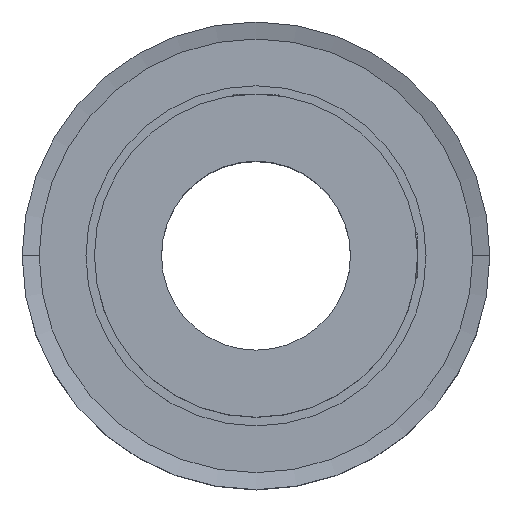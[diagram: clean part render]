
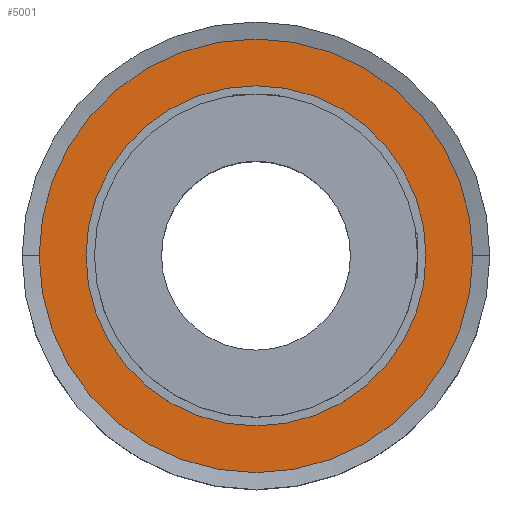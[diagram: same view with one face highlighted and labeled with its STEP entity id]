
A CAD part, top view. The second image highlights one B-rep face of the part: STEP entity #5001.
In plain terms, the highlighted planar face has unit normal (0, 0, 1).
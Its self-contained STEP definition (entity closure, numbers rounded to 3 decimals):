
#229 = DIRECTION ( 'NONE',  ( 0., 0., 1. ) ) ;
#270 = CIRCLE ( 'NONE', #4078, 20. ) ;
#717 = AXIS2_PLACEMENT_3D ( 'NONE', #4547, #229, #7035 ) ;
#948 = DIRECTION ( 'NONE',  ( 0., 0., 1. ) ) ;
#997 = CARTESIAN_POINT ( 'NONE',  ( 0., 0., 21.1 ) ) ;
#1091 = CARTESIAN_POINT ( 'NONE',  ( 25.5, 0., 21.1 ) ) ;
#1218 = CIRCLE ( 'NONE', #1484, 25.5 ) ;
#1221 = EDGE_CURVE ( 'NONE', #1905, #3618, #270, .T. ) ;
#1423 = CARTESIAN_POINT ( 'NONE',  ( 0., 0., 21.1 ) ) ;
#1484 = AXIS2_PLACEMENT_3D ( 'NONE', #3718, #3102, #6748 ) ;
#1837 = FACE_OUTER_BOUND ( 'NONE', #4367, .T. ) ;
#1905 = VERTEX_POINT ( 'NONE', #7160 ) ;
#1982 = ORIENTED_EDGE ( 'NONE', *, *, #4440, .F. ) ;
#2164 = DIRECTION ( 'NONE',  ( 0., 0., 1. ) ) ;
#2517 = EDGE_LOOP ( 'NONE', ( #2777, #1982 ) ) ;
#2757 = VERTEX_POINT ( 'NONE', #6518 ) ;
#2777 = ORIENTED_EDGE ( 'NONE', *, *, #1221, .F. ) ;
#2873 = AXIS2_PLACEMENT_3D ( 'NONE', #997, #3462, #3501 ) ;
#3102 = DIRECTION ( 'NONE',  ( 0., 0., 1. ) ) ;
#3239 = EDGE_CURVE ( 'NONE', #2757, #6144, #4468, .T. ) ;
#3452 = DIRECTION ( 'NONE',  ( 1., 0., 0. ) ) ;
#3462 = DIRECTION ( 'NONE',  ( 0., 0., 1. ) ) ;
#3501 = DIRECTION ( 'NONE',  ( 1., 0., 0. ) ) ;
#3520 = CARTESIAN_POINT ( 'NONE',  ( -20., 0., 21.1 ) ) ;
#3618 = VERTEX_POINT ( 'NONE', #3520 ) ;
#3718 = CARTESIAN_POINT ( 'NONE',  ( 0., 0., 21.1 ) ) ;
#3819 = ORIENTED_EDGE ( 'NONE', *, *, #3239, .T. ) ;
#3845 = AXIS2_PLACEMENT_3D ( 'NONE', #1423, #2164, #4521 ) ;
#4078 = AXIS2_PLACEMENT_3D ( 'NONE', #5294, #948, #3452 ) ;
#4367 = EDGE_LOOP ( 'NONE', ( #5073, #3819 ) ) ;
#4440 = EDGE_CURVE ( 'NONE', #3618, #1905, #5263, .T. ) ;
#4468 = CIRCLE ( 'NONE', #2873, 25.5 ) ;
#4521 = DIRECTION ( 'NONE',  ( 1., 0., 0. ) ) ;
#4547 = CARTESIAN_POINT ( 'NONE',  ( 0., 0., 21.1 ) ) ;
#4626 = EDGE_CURVE ( 'NONE', #6144, #2757, #1218, .T. ) ;
#5001 = ADVANCED_FACE ( 'NONE', ( #1837, #6368 ), #6486, .T. ) ;
#5073 = ORIENTED_EDGE ( 'NONE', *, *, #4626, .T. ) ;
#5263 = CIRCLE ( 'NONE', #717, 20. ) ;
#5294 = CARTESIAN_POINT ( 'NONE',  ( 0., 0., 21.1 ) ) ;
#6144 = VERTEX_POINT ( 'NONE', #1091 ) ;
#6368 = FACE_BOUND ( 'NONE', #2517, .T. ) ;
#6486 = PLANE ( 'NONE',  #3845 ) ;
#6518 = CARTESIAN_POINT ( 'NONE',  ( -25.5, 0., 21.1 ) ) ;
#6748 = DIRECTION ( 'NONE',  ( 1., 0., 0. ) ) ;
#7035 = DIRECTION ( 'NONE',  ( 1., 0., 0. ) ) ;
#7160 = CARTESIAN_POINT ( 'NONE',  ( 20., 0., 21.1 ) ) ;
